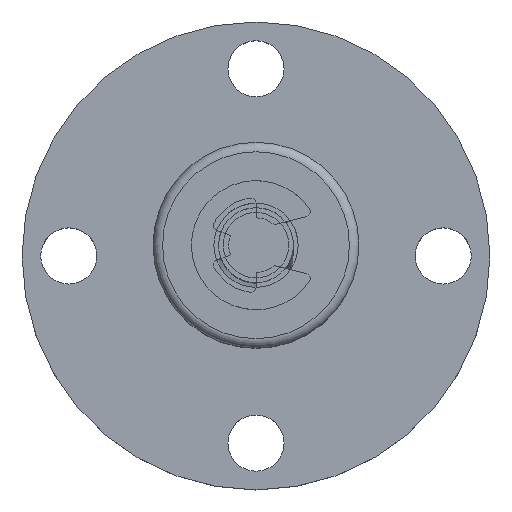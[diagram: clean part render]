
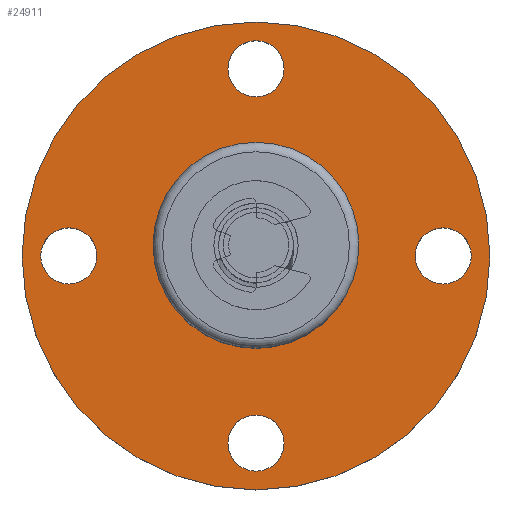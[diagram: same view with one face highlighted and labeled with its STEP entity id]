
A CAD part, top view. The second image highlights one B-rep face of the part: STEP entity #24911.
In plain terms, the highlighted face is planar.
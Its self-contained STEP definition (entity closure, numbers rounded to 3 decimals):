
#24411 = CYLINDRICAL_SURFACE('',#24412,25.);
#24412 = AXIS2_PLACEMENT_3D('',#24413,#24414,#24415);
#24413 = CARTESIAN_POINT('',(0.,0.,
    0.));
#24414 = DIRECTION('',(-0.,-0.,-1.));
#24415 = DIRECTION('',(1.,0.,0.));
#24442 = CYLINDRICAL_SURFACE('',#24443,3.);
#24443 = AXIS2_PLACEMENT_3D('',#24444,#24445,#24446);
#24444 = CARTESIAN_POINT('',(-20.,0.,
    0.));
#24445 = DIRECTION('',(-0.,-0.,-1.));
#24446 = DIRECTION('',(1.,0.,0.));
#24473 = CYLINDRICAL_SURFACE('',#24474,3.);
#24474 = AXIS2_PLACEMENT_3D('',#24475,#24476,#24477);
#24475 = CARTESIAN_POINT('',(0.,20.,
    0.));
#24476 = DIRECTION('',(-0.,-0.,-1.));
#24477 = DIRECTION('',(1.,0.,0.));
#24504 = CYLINDRICAL_SURFACE('',#24505,3.);
#24505 = AXIS2_PLACEMENT_3D('',#24506,#24507,#24508);
#24506 = CARTESIAN_POINT('',(20.,0.,
    0.));
#24507 = DIRECTION('',(-0.,-0.,-1.));
#24508 = DIRECTION('',(1.,0.,0.));
#24535 = CYLINDRICAL_SURFACE('',#24536,3.);
#24536 = AXIS2_PLACEMENT_3D('',#24537,#24538,#24539);
#24537 = CARTESIAN_POINT('',(0.,-20.,
    0.));
#24538 = DIRECTION('',(-0.,-0.,-1.));
#24539 = DIRECTION('',(1.,0.,0.));
#24607 = VERTEX_POINT('',#24608);
#24608 = CARTESIAN_POINT('',(25.,0.,
    6.));
#24629 = EDGE_CURVE('',#24607,#24607,#24630,.T.);
#24630 = SURFACE_CURVE('',#24631,(#24636,#24643),.PCURVE_S1.);
#24631 = CIRCLE('',#24632,25.);
#24632 = AXIS2_PLACEMENT_3D('',#24633,#24634,#24635);
#24633 = CARTESIAN_POINT('',(0.,0.,
    6.));
#24634 = DIRECTION('',(0.,0.,1.));
#24635 = DIRECTION('',(1.,0.,0.));
#24636 = PCURVE('',#24411,#24637);
#24637 = DEFINITIONAL_REPRESENTATION('',(#24638),#24642);
#24638 = LINE('',#24639,#24640);
#24639 = CARTESIAN_POINT('',(6.283,-6.));
#24640 = VECTOR('',#24641,1.);
#24641 = DIRECTION('',(-1.,0.));
#24642 = ( GEOMETRIC_REPRESENTATION_CONTEXT(2) 
PARAMETRIC_REPRESENTATION_CONTEXT() REPRESENTATION_CONTEXT('2D SPACE',''
  ) );
#24643 = PCURVE('',#24644,#24649);
#24644 = PLANE('',#24645);
#24645 = AXIS2_PLACEMENT_3D('',#24646,#24647,#24648);
#24646 = CARTESIAN_POINT('',(0.,0.,
    6.));
#24647 = DIRECTION('',(0.,0.,1.));
#24648 = DIRECTION('',(1.,0.,0.));
#24649 = DEFINITIONAL_REPRESENTATION('',(#24650),#24654);
#24650 = CIRCLE('',#24651,25.);
#24651 = AXIS2_PLACEMENT_2D('',#24652,#24653);
#24652 = CARTESIAN_POINT('',(0.,0.));
#24653 = DIRECTION('',(1.,0.));
#24654 = ( GEOMETRIC_REPRESENTATION_CONTEXT(2) 
PARAMETRIC_REPRESENTATION_CONTEXT() REPRESENTATION_CONTEXT('2D SPACE',''
  ) );
#24662 = VERTEX_POINT('',#24663);
#24663 = CARTESIAN_POINT('',(-17.,0.,
    6.));
#24684 = EDGE_CURVE('',#24662,#24662,#24685,.T.);
#24685 = SURFACE_CURVE('',#24686,(#24691,#24698),.PCURVE_S1.);
#24686 = CIRCLE('',#24687,3.);
#24687 = AXIS2_PLACEMENT_3D('',#24688,#24689,#24690);
#24688 = CARTESIAN_POINT('',(-20.,0.,
    6.));
#24689 = DIRECTION('',(0.,0.,1.));
#24690 = DIRECTION('',(1.,0.,0.));
#24691 = PCURVE('',#24442,#24692);
#24692 = DEFINITIONAL_REPRESENTATION('',(#24693),#24697);
#24693 = LINE('',#24694,#24695);
#24694 = CARTESIAN_POINT('',(6.283,-6.));
#24695 = VECTOR('',#24696,1.);
#24696 = DIRECTION('',(-1.,0.));
#24697 = ( GEOMETRIC_REPRESENTATION_CONTEXT(2) 
PARAMETRIC_REPRESENTATION_CONTEXT() REPRESENTATION_CONTEXT('2D SPACE',''
  ) );
#24698 = PCURVE('',#24644,#24699);
#24699 = DEFINITIONAL_REPRESENTATION('',(#24700),#24704);
#24700 = CIRCLE('',#24701,3.);
#24701 = AXIS2_PLACEMENT_2D('',#24702,#24703);
#24702 = CARTESIAN_POINT('',(-20.,0.));
#24703 = DIRECTION('',(1.,0.));
#24704 = ( GEOMETRIC_REPRESENTATION_CONTEXT(2) 
PARAMETRIC_REPRESENTATION_CONTEXT() REPRESENTATION_CONTEXT('2D SPACE',''
  ) );
#24712 = VERTEX_POINT('',#24713);
#24713 = CARTESIAN_POINT('',(3.,20.,
    6.));
#24734 = EDGE_CURVE('',#24712,#24712,#24735,.T.);
#24735 = SURFACE_CURVE('',#24736,(#24741,#24748),.PCURVE_S1.);
#24736 = CIRCLE('',#24737,3.);
#24737 = AXIS2_PLACEMENT_3D('',#24738,#24739,#24740);
#24738 = CARTESIAN_POINT('',(0.,20.,
    6.));
#24739 = DIRECTION('',(0.,0.,1.));
#24740 = DIRECTION('',(1.,0.,0.));
#24741 = PCURVE('',#24473,#24742);
#24742 = DEFINITIONAL_REPRESENTATION('',(#24743),#24747);
#24743 = LINE('',#24744,#24745);
#24744 = CARTESIAN_POINT('',(6.283,-6.));
#24745 = VECTOR('',#24746,1.);
#24746 = DIRECTION('',(-1.,0.));
#24747 = ( GEOMETRIC_REPRESENTATION_CONTEXT(2) 
PARAMETRIC_REPRESENTATION_CONTEXT() REPRESENTATION_CONTEXT('2D SPACE',''
  ) );
#24748 = PCURVE('',#24644,#24749);
#24749 = DEFINITIONAL_REPRESENTATION('',(#24750),#24754);
#24750 = CIRCLE('',#24751,3.);
#24751 = AXIS2_PLACEMENT_2D('',#24752,#24753);
#24752 = CARTESIAN_POINT('',(0.,20.));
#24753 = DIRECTION('',(1.,0.));
#24754 = ( GEOMETRIC_REPRESENTATION_CONTEXT(2) 
PARAMETRIC_REPRESENTATION_CONTEXT() REPRESENTATION_CONTEXT('2D SPACE',''
  ) );
#24762 = VERTEX_POINT('',#24763);
#24763 = CARTESIAN_POINT('',(23.,0.,
    6.));
#24784 = EDGE_CURVE('',#24762,#24762,#24785,.T.);
#24785 = SURFACE_CURVE('',#24786,(#24791,#24798),.PCURVE_S1.);
#24786 = CIRCLE('',#24787,3.);
#24787 = AXIS2_PLACEMENT_3D('',#24788,#24789,#24790);
#24788 = CARTESIAN_POINT('',(20.,0.,
    6.));
#24789 = DIRECTION('',(0.,0.,1.));
#24790 = DIRECTION('',(1.,0.,0.));
#24791 = PCURVE('',#24504,#24792);
#24792 = DEFINITIONAL_REPRESENTATION('',(#24793),#24797);
#24793 = LINE('',#24794,#24795);
#24794 = CARTESIAN_POINT('',(6.283,-6.));
#24795 = VECTOR('',#24796,1.);
#24796 = DIRECTION('',(-1.,0.));
#24797 = ( GEOMETRIC_REPRESENTATION_CONTEXT(2) 
PARAMETRIC_REPRESENTATION_CONTEXT() REPRESENTATION_CONTEXT('2D SPACE',''
  ) );
#24798 = PCURVE('',#24644,#24799);
#24799 = DEFINITIONAL_REPRESENTATION('',(#24800),#24804);
#24800 = CIRCLE('',#24801,3.);
#24801 = AXIS2_PLACEMENT_2D('',#24802,#24803);
#24802 = CARTESIAN_POINT('',(20.,0.));
#24803 = DIRECTION('',(1.,0.));
#24804 = ( GEOMETRIC_REPRESENTATION_CONTEXT(2) 
PARAMETRIC_REPRESENTATION_CONTEXT() REPRESENTATION_CONTEXT('2D SPACE',''
  ) );
#24812 = VERTEX_POINT('',#24813);
#24813 = CARTESIAN_POINT('',(3.,-20.,
    6.));
#24834 = EDGE_CURVE('',#24812,#24812,#24835,.T.);
#24835 = SURFACE_CURVE('',#24836,(#24841,#24848),.PCURVE_S1.);
#24836 = CIRCLE('',#24837,3.);
#24837 = AXIS2_PLACEMENT_3D('',#24838,#24839,#24840);
#24838 = CARTESIAN_POINT('',(0.,-20.,
    6.));
#24839 = DIRECTION('',(0.,0.,1.));
#24840 = DIRECTION('',(1.,0.,0.));
#24841 = PCURVE('',#24535,#24842);
#24842 = DEFINITIONAL_REPRESENTATION('',(#24843),#24847);
#24843 = LINE('',#24844,#24845);
#24844 = CARTESIAN_POINT('',(6.283,-6.));
#24845 = VECTOR('',#24846,1.);
#24846 = DIRECTION('',(-1.,0.));
#24847 = ( GEOMETRIC_REPRESENTATION_CONTEXT(2) 
PARAMETRIC_REPRESENTATION_CONTEXT() REPRESENTATION_CONTEXT('2D SPACE',''
  ) );
#24848 = PCURVE('',#24644,#24849);
#24849 = DEFINITIONAL_REPRESENTATION('',(#24850),#24854);
#24850 = CIRCLE('',#24851,3.);
#24851 = AXIS2_PLACEMENT_2D('',#24852,#24853);
#24852 = CARTESIAN_POINT('',(0.,-20.));
#24853 = DIRECTION('',(1.,0.));
#24854 = ( GEOMETRIC_REPRESENTATION_CONTEXT(2) 
PARAMETRIC_REPRESENTATION_CONTEXT() REPRESENTATION_CONTEXT('2D SPACE',''
  ) );
#24911 = ADVANCED_FACE('',(#24912,#24915,#24918,#24949,#24952,#24955),
  #24644,.F.);
#24912 = FACE_BOUND('',#24913,.F.);
#24913 = EDGE_LOOP('',(#24914));
#24914 = ORIENTED_EDGE('',*,*,#24629,.T.);
#24915 = FACE_BOUND('',#24916,.F.);
#24916 = EDGE_LOOP('',(#24917));
#24917 = ORIENTED_EDGE('',*,*,#24684,.F.);
#24918 = FACE_BOUND('',#24919,.F.);
#24919 = EDGE_LOOP('',(#24920));
#24920 = ORIENTED_EDGE('',*,*,#24921,.F.);
#24921 = EDGE_CURVE('',#24922,#24922,#24924,.T.);
#24922 = VERTEX_POINT('',#24923);
#24923 = CARTESIAN_POINT('',(4.25,0.,
    6.));
#24924 = SURFACE_CURVE('',#24925,(#24930,#24937),.PCURVE_S1.);
#24925 = CIRCLE('',#24926,4.25);
#24926 = AXIS2_PLACEMENT_3D('',#24927,#24928,#24929);
#24927 = CARTESIAN_POINT('',(0.,0.,
    6.));
#24928 = DIRECTION('',(0.,0.,1.));
#24929 = DIRECTION('',(1.,0.,0.));
#24930 = PCURVE('',#24644,#24931);
#24931 = DEFINITIONAL_REPRESENTATION('',(#24932),#24936);
#24932 = CIRCLE('',#24933,4.25);
#24933 = AXIS2_PLACEMENT_2D('',#24934,#24935);
#24934 = CARTESIAN_POINT('',(0.,0.));
#24935 = DIRECTION('',(1.,0.));
#24936 = ( GEOMETRIC_REPRESENTATION_CONTEXT(2) 
PARAMETRIC_REPRESENTATION_CONTEXT() REPRESENTATION_CONTEXT('2D SPACE',''
  ) );
#24937 = PCURVE('',#24938,#24943);
#24938 = CYLINDRICAL_SURFACE('',#24939,4.25);
#24939 = AXIS2_PLACEMENT_3D('',#24940,#24941,#24942);
#24940 = CARTESIAN_POINT('',(0.,0.,
    6.));
#24941 = DIRECTION('',(0.,0.,1.));
#24942 = DIRECTION('',(1.,0.,0.));
#24943 = DEFINITIONAL_REPRESENTATION('',(#24944),#24948);
#24944 = LINE('',#24945,#24946);
#24945 = CARTESIAN_POINT('',(0.,0.));
#24946 = VECTOR('',#24947,1.);
#24947 = DIRECTION('',(1.,0.));
#24948 = ( GEOMETRIC_REPRESENTATION_CONTEXT(2) 
PARAMETRIC_REPRESENTATION_CONTEXT() REPRESENTATION_CONTEXT('2D SPACE',''
  ) );
#24949 = FACE_BOUND('',#24950,.F.);
#24950 = EDGE_LOOP('',(#24951));
#24951 = ORIENTED_EDGE('',*,*,#24734,.F.);
#24952 = FACE_BOUND('',#24953,.F.);
#24953 = EDGE_LOOP('',(#24954));
#24954 = ORIENTED_EDGE('',*,*,#24784,.F.);
#24955 = FACE_BOUND('',#24956,.F.);
#24956 = EDGE_LOOP('',(#24957));
#24957 = ORIENTED_EDGE('',*,*,#24834,.F.);
